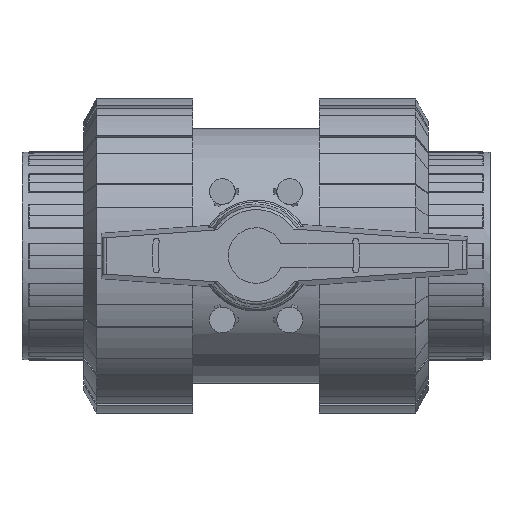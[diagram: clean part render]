
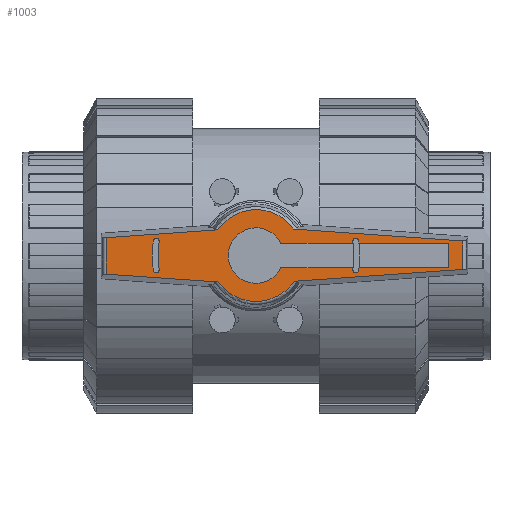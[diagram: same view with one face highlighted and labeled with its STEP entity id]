
A CAD part, top view. The second image highlights one B-rep face of the part: STEP entity #1003.
In plain terms, the highlighted planar face has unit normal (0, 0, 1).
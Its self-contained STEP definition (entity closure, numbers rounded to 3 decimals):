
#1003=ADVANCED_FACE('',(#2419,#2420,#2421),#2422,.T.);
#2419=FACE_BOUND('',#4324,.T.);
#2420=FACE_BOUND('',#4325,.T.);
#2421=FACE_OUTER_BOUND('',#4326,.T.);
#2422=PLANE('',#4327);
#4324=EDGE_LOOP('',(#6928,#6929,#6930,#6931,#6932,#6933,#6934,#6935,#6936,#6937,#6938,#6939,#6940));
#4325=EDGE_LOOP('',(#6941,#6942,#6943,#6944));
#4326=EDGE_LOOP('',(#6945,#6946,#6947,#6948,#6949,#6950,#6951,#6952));
#4327=AXIS2_PLACEMENT_3D('',#6953,#6954,#6955);
#6928=ORIENTED_EDGE('',*,*,#12062,.T.);
#6929=ORIENTED_EDGE('',*,*,#12135,.T.);
#6930=ORIENTED_EDGE('',*,*,#12232,.T.);
#6931=ORIENTED_EDGE('',*,*,#12234,.T.);
#6932=ORIENTED_EDGE('',*,*,#12001,.T.);
#6933=ORIENTED_EDGE('',*,*,#12066,.T.);
#6934=ORIENTED_EDGE('',*,*,#11970,.T.);
#6935=ORIENTED_EDGE('',*,*,#12236,.T.);
#6936=ORIENTED_EDGE('',*,*,#12227,.T.);
#6937=ORIENTED_EDGE('',*,*,#12131,.T.);
#6938=ORIENTED_EDGE('',*,*,#11979,.T.);
#6939=ORIENTED_EDGE('',*,*,#11961,.T.);
#6940=ORIENTED_EDGE('',*,*,#12056,.T.);
#6941=ORIENTED_EDGE('',*,*,#12241,.T.);
#6942=ORIENTED_EDGE('',*,*,#12246,.T.);
#6943=ORIENTED_EDGE('',*,*,#12250,.T.);
#6944=ORIENTED_EDGE('',*,*,#12253,.T.);
#6945=ORIENTED_EDGE('',*,*,#12326,.T.);
#6946=ORIENTED_EDGE('',*,*,#12269,.T.);
#6947=ORIENTED_EDGE('',*,*,#12300,.T.);
#6948=ORIENTED_EDGE('',*,*,#12196,.T.);
#6949=ORIENTED_EDGE('',*,*,#12353,.T.);
#6950=ORIENTED_EDGE('',*,*,#12286,.T.);
#6951=ORIENTED_EDGE('',*,*,#12293,.F.);
#6952=ORIENTED_EDGE('',*,*,#12219,.T.);
#6953=CARTESIAN_POINT('',(14.307,0.0,259.5));
#6954=DIRECTION('',(0.0,0.0,1.0));
#6955=DIRECTION('',(1.0,0.0,0.0));
#11961=EDGE_CURVE('',#14390,#14387,#14391,.T.);
#11970=EDGE_CURVE('',#14405,#14406,#14407,.T.);
#11979=EDGE_CURVE('',#14420,#14390,#14421,.T.);
#12001=EDGE_CURVE('',#14455,#14456,#14457,.T.);
#12056=EDGE_CURVE('',#14387,#14544,#14546,.T.);
#12062=EDGE_CURVE('',#14544,#14554,#14555,.T.);
#12066=EDGE_CURVE('',#14456,#14405,#14560,.T.);
#12131=EDGE_CURVE('',#14637,#14420,#14638,.T.);
#12135=EDGE_CURVE('',#14554,#14643,#14645,.T.);
#12196=EDGE_CURVE('',#14748,#14746,#14749,.T.);
#12219=EDGE_CURVE('',#14788,#14786,#14789,.T.);
#12227=EDGE_CURVE('',#14802,#14637,#14803,.T.);
#12232=EDGE_CURVE('',#14643,#14808,#14810,.T.);
#12234=EDGE_CURVE('',#14808,#14455,#14812,.T.);
#12236=EDGE_CURVE('',#14406,#14802,#14814,.T.);
#12241=EDGE_CURVE('',#14822,#14820,#14823,.T.);
#12246=EDGE_CURVE('',#14820,#14828,#14830,.T.);
#12250=EDGE_CURVE('',#14828,#14834,#14836,.T.);
#12253=EDGE_CURVE('',#14834,#14822,#14839,.T.);
#12269=EDGE_CURVE('',#14862,#14860,#14863,.T.);
#12286=EDGE_CURVE('',#14888,#14886,#14889,.T.);
#12293=EDGE_CURVE('',#14788,#14886,#14899,.T.);
#12300=EDGE_CURVE('',#14860,#14748,#14906,.T.);
#12326=EDGE_CURVE('',#14786,#14862,#14938,.T.);
#12353=EDGE_CURVE('',#14746,#14888,#14965,.T.);
#14387=VERTEX_POINT('',#17981);
#14390=VERTEX_POINT('',#17985);
#14391=CIRCLE('',#17986,17.286);
#14405=VERTEX_POINT('',#18004);
#14406=VERTEX_POINT('',#18005);
#14407=LINE('',#18006,#18007);
#14420=VERTEX_POINT('',#18034);
#14421=LINE('',#18035,#18036);
#14455=VERTEX_POINT('',#18092);
#14456=VERTEX_POINT('',#18093);
#14457=LINE('',#18094,#18095);
#14544=VERTEX_POINT('',#18213);
#14546=CIRCLE('',#18216,17.286);
#14554=VERTEX_POINT('',#18225);
#14555=LINE('',#18226,#18227);
#14560=LINE('',#18234,#18235);
#14637=VERTEX_POINT('',#18340);
#14638=CIRCLE('',#18341,62.55);
#14643=VERTEX_POINT('',#18347);
#14645=CIRCLE('',#18350,62.55);
#14746=VERTEX_POINT('',#18655);
#14748=VERTEX_POINT('',#18684);
#14749=LINE('',#18685,#18686);
#14786=VERTEX_POINT('',#18823);
#14788=VERTEX_POINT('',#18852);
#14789=LINE('',#18853,#18854);
#14802=VERTEX_POINT('',#18870);
#14803=CIRCLE('',#18871,1.85);
#14808=VERTEX_POINT('',#18877);
#14810=CIRCLE('',#18880,1.85);
#14812=CIRCLE('',#18882,66.25);
#14814=CIRCLE('',#18884,66.25);
#14820=VERTEX_POINT('',#18890);
#14822=VERTEX_POINT('',#18893);
#14823=CIRCLE('',#18894,1.85);
#14828=VERTEX_POINT('',#18900);
#14830=CIRCLE('',#18903,62.55);
#14834=VERTEX_POINT('',#18907);
#14836=CIRCLE('',#18910,1.85);
#14839=CIRCLE('',#18913,66.25);
#14860=VERTEX_POINT('',#18939);
#14862=VERTEX_POINT('',#18941);
#14863=LINE('',#18942,#18943);
#14886=VERTEX_POINT('',#19032);
#14888=VERTEX_POINT('',#19034);
#14889=LINE('',#19035,#19036);
#14899=LINE('',#19108,#19109);
#14906=LINE('',#19118,#19119);
#14938=CIRCLE('',#19221,28.613);
#14965=CIRCLE('',#19248,28.613);
#17981=CARTESIAN_POINT('',(-17.286,0.,259.5));
#17985=CARTESIAN_POINT('',(15.544,-7.563,259.5));
#17986=AXIS2_PLACEMENT_3D('',#24767,#24768,#24769);
#18004=CARTESIAN_POINT('',(120.0,-7.563,259.5));
#18005=CARTESIAN_POINT('',(64.192,-7.563,259.5));
#18006=CARTESIAN_POINT('',(37.153,-7.563,259.5));
#18007=VECTOR('',#24780,1.0);
#18034=CARTESIAN_POINT('',(60.466,-7.563,259.5));
#18035=CARTESIAN_POINT('',(37.153,-7.563,259.5));
#18036=VECTOR('',#24786,1.0);
#18092=CARTESIAN_POINT('',(64.192,7.563,259.5));
#18093=CARTESIAN_POINT('',(120.0,7.563,259.5));
#18094=CARTESIAN_POINT('',(37.153,7.563,259.5));
#18095=VECTOR('',#24806,1.0);
#18213=CARTESIAN_POINT('',(15.544,7.563,259.5));
#18216=AXIS2_PLACEMENT_3D('',#24887,#24888,#24889);
#18225=CARTESIAN_POINT('',(60.466,7.563,259.5));
#18226=CARTESIAN_POINT('',(37.153,7.563,259.5));
#18227=VECTOR('',#24897,1.0);
#18234=CARTESIAN_POINT('',(120.0,0.0,259.5));
#18235=VECTOR('',#24900,1.0);
#18340=CARTESIAN_POINT('',(60.325,-8.644,259.5));
#18341=AXIS2_PLACEMENT_3D('',#24956,#24957,#24958);
#18347=CARTESIAN_POINT('',(60.325,8.644,259.5));
#18350=AXIS2_PLACEMENT_3D('',#24964,#24965,#24966);
#18655=CARTESIAN_POINT('',(-23.384,-16.49,259.5));
#18684=CARTESIAN_POINT('',(-93.412,-11.593,259.5));
#18685=CARTESIAN_POINT('',(-4.905,-17.782,259.5));
#18686=VECTOR('',#25019,1.0);
#18823=CARTESIAN_POINT('',(23.384,16.49,259.5));
#18852=CARTESIAN_POINT('',(128.912,9.111,259.5));
#18853=CARTESIAN_POINT('',(67.447,13.409,259.5));
#18854=VECTOR('',#25036,1.0);
#18870=CARTESIAN_POINT('',(63.989,-9.156,259.5));
#18871=AXIS2_PLACEMENT_3D('',#25049,#25050,#25051);
#18877=CARTESIAN_POINT('',(63.989,9.156,259.5));
#18880=AXIS2_PLACEMENT_3D('',#25057,#25058,#25059);
#18882=AXIS2_PLACEMENT_3D('',#25060,#25061,#25062);
#18884=AXIS2_PLACEMENT_3D('',#25066,#25067,#25068);
#18890=CARTESIAN_POINT('',(-60.325,8.644,259.5));
#18893=CARTESIAN_POINT('',(-63.989,9.156,259.5));
#18894=AXIS2_PLACEMENT_3D('',#25073,#25074,#25075);
#18900=CARTESIAN_POINT('',(-60.325,-8.644,259.5));
#18903=AXIS2_PLACEMENT_3D('',#25081,#25082,#25083);
#18907=CARTESIAN_POINT('',(-63.989,-9.156,259.5));
#18910=AXIS2_PLACEMENT_3D('',#25088,#25089,#25090);
#18913=AXIS2_PLACEMENT_3D('',#25094,#25095,#25096);
#18939=CARTESIAN_POINT('',(-93.412,11.14,259.5));
#18941=CARTESIAN_POINT('',(-23.712,16.014,259.5));
#18942=CARTESIAN_POINT('',(-3.273,17.443,259.5));
#18943=VECTOR('',#25117,1.0);
#19032=CARTESIAN_POINT('',(128.912,-8.658,259.5));
#19034=CARTESIAN_POINT('',(23.712,-16.014,259.5));
#19035=CARTESIAN_POINT('',(69.016,-12.846,259.5));
#19036=VECTOR('',#25132,1.0);
#19108=CARTESIAN_POINT('',(128.912,23.0,259.5));
#19109=VECTOR('',#25134,1.0);
#19118=CARTESIAN_POINT('',(-93.412,23.0,259.5));
#19119=VECTOR('',#25137,1.0);
#19221=AXIS2_PLACEMENT_3D('',#25170,#25171,#25172);
#19248=AXIS2_PLACEMENT_3D('',#25203,#25204,#25205);
#24767=CARTESIAN_POINT('',(0.0,0.0,259.5));
#24768=DIRECTION('',(0.0,0.0,-1.0));
#24769=DIRECTION('',(1.0,0.0,0.0));
#24780=DIRECTION('',(-1.0,0.0,0.0));
#24786=DIRECTION('',(-1.0,0.0,0.0));
#24806=DIRECTION('',(1.0,0.0,-0.0));
#24887=CARTESIAN_POINT('',(0.0,0.0,259.5));
#24888=DIRECTION('',(0.0,0.0,-1.0));
#24889=DIRECTION('',(1.0,0.0,0.0));
#24897=DIRECTION('',(1.0,0.0,-0.0));
#24900=DIRECTION('',(0.0,-1.0,0.0));
#24956=CARTESIAN_POINT('',(-1.625,0.,259.5));
#24957=DIRECTION('',(0.0,0.0,1.0));
#24958=DIRECTION('',(0.99,-0.138,0.0));
#24964=CARTESIAN_POINT('',(-1.625,0.,259.5));
#24965=DIRECTION('',(0.0,0.0,1.0));
#24966=DIRECTION('',(0.99,-0.138,0.0));
#25019=DIRECTION('',(0.998,-0.07,0.0));
#25036=DIRECTION('',(-0.998,0.07,0.0));
#25049=CARTESIAN_POINT('',(62.157,-8.9,259.5));
#25050=DIRECTION('',(-0.0,0.0,-1.0));
#25051=DIRECTION('',(-0.99,0.138,0.0));
#25057=CARTESIAN_POINT('',(62.157,8.9,259.5));
#25058=DIRECTION('',(0.0,0.0,-1.0));
#25059=DIRECTION('',(0.99,0.138,0.0));
#25060=CARTESIAN_POINT('',(-1.625,0.,259.5));
#25061=DIRECTION('',(0.0,-0.0,-1.0));
#25062=DIRECTION('',(0.99,-0.138,0.0));
#25066=CARTESIAN_POINT('',(-1.625,0.,259.5));
#25067=DIRECTION('',(0.0,-0.0,-1.0));
#25068=DIRECTION('',(0.99,-0.138,0.0));
#25073=CARTESIAN_POINT('',(-62.157,8.9,259.5));
#25074=DIRECTION('',(0.0,-0.0,-1.0));
#25075=DIRECTION('',(0.99,-0.138,0.0));
#25081=CARTESIAN_POINT('',(1.625,0.,259.5));
#25082=DIRECTION('',(0.0,0.0,1.0));
#25083=DIRECTION('',(-0.99,0.138,0.0));
#25088=CARTESIAN_POINT('',(-62.157,-8.9,259.5));
#25089=DIRECTION('',(-0.0,0.0,-1.0));
#25090=DIRECTION('',(-0.99,-0.138,0.0));
#25094=CARTESIAN_POINT('',(1.625,0.,259.5));
#25095=DIRECTION('',(-0.0,0.0,-1.0));
#25096=DIRECTION('',(-0.99,0.138,0.0));
#25117=DIRECTION('',(-0.998,-0.07,0.0));
#25132=DIRECTION('',(0.998,0.07,-0.0));
#25134=DIRECTION('',(0.0,-1.0,0.0));
#25137=DIRECTION('',(0.0,-1.0,0.0));
#25170=CARTESIAN_POINT('',(0.0,0.0,259.5));
#25171=DIRECTION('',(0.0,0.0,1.0));
#25172=DIRECTION('',(1.0,0.0,0.0));
#25203=CARTESIAN_POINT('',(0.0,0.0,259.5));
#25204=DIRECTION('',(0.0,0.0,1.0));
#25205=DIRECTION('',(1.0,0.0,0.0));
